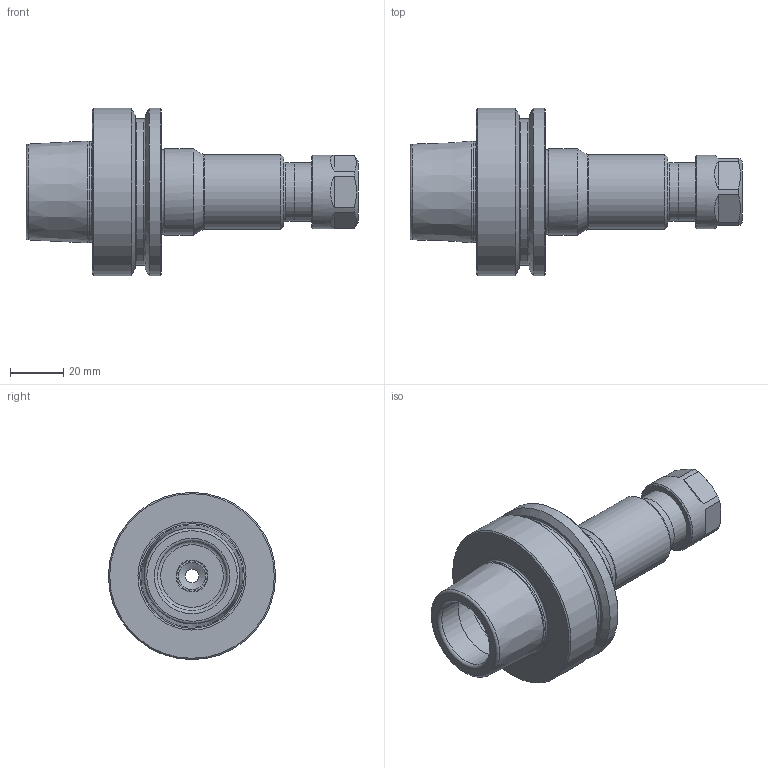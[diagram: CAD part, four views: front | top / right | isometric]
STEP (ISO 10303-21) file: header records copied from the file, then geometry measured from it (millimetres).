
FILE_DESCRIPTION(/* description */ ('Alibre Inc.'),/* implementation_level */ '2;1');
FILE_NAME(/* name */ 'export-565202EF-BE86-4640-9081-203B85A333DB',/* time_stamp */ '2022-01-24T11:08:17+01:00',/* author */ (''),/* organization */ (''),/* preprocessor_version */ 'ST-DEVELOPER v17',/* originating_system */ 'Alibre',/* authorisation */ '');
FILE_SCHEMA (('AUTOMOTIVE_DESIGN'));
Length unit declared in the file: millimetre
Products named in the file (3): 1
Bounding box: 125 x 63 x 63 mm (x, y, z)
Volume: 118084.7 mm3; surface area: 29178.7 mm2
Topology: 2 solids, 2 shells, 84 faces, 197 edges, 126 vertices
Faces by surface type: plane 25, cone 21, cylinder 21, torus 17
Full cylindrical faces by diameter (mm): 5 x1, 8.376 x2, 10.5 x1, 12 x1, 12.8 x1, 16 x1, 20.376 x1, 22 x2, 22.5 x1, 26 x2, 27.7 x1, 28 x1, 32 x1, 32.5 x1, 38.009 x1, 55 x1, 63 x2
Entity records: 2468 total; most frequent: DIRECTION 418, CARTESIAN_POINT 404, ORIENTED_EDGE 394, AXIS2_PLACEMENT_3D 200, EDGE_CURVE 197, VERTEX_POINT 126, CIRCLE 106, EDGE_LOOP 97
